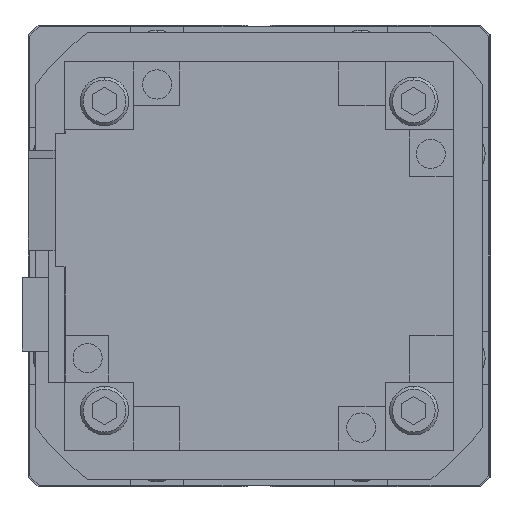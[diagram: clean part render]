
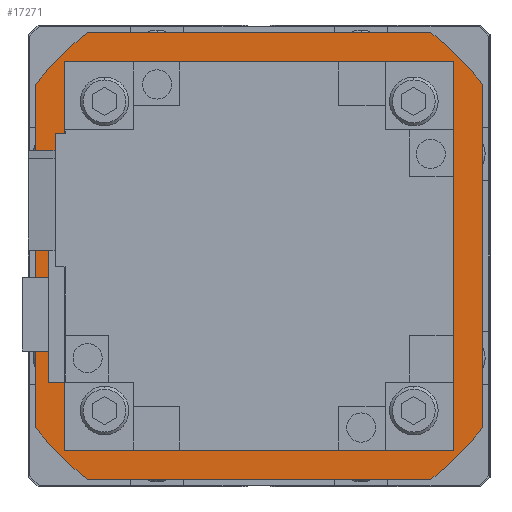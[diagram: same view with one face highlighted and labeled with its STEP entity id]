
A CAD part, left-side view. The second image highlights one B-rep face of the part: STEP entity #17271.
In plain terms, the highlighted face is planar.
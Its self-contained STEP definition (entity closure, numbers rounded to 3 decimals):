
#215 = EDGE_CURVE ( 'NONE', #12515, #20094, #8235, .T. ) ;
#540 = ORIENTED_EDGE ( 'NONE', *, *, #215, .T. ) ;
#617 = DIRECTION ( 'NONE',  ( 0., 0., -1. ) ) ;
#1672 = AXIS2_PLACEMENT_3D ( 'NONE', #10823, #5770, #10490 ) ;
#2452 = LINE ( 'NONE', #22508, #4935 ) ;
#3422 = EDGE_LOOP ( 'NONE', ( #540, #4015, #8174, #31188, #15839, #10900, #18901, #29703 ) ) ;
#4015 = ORIENTED_EDGE ( 'NONE', *, *, #7978, .T. ) ;
#4935 = VECTOR ( 'NONE', #9805, 1000. ) ;
#5770 = DIRECTION ( 'NONE',  ( 1., 0., 0. ) ) ;
#6421 = DIRECTION ( 'NONE',  ( 0., 1., 0. ) ) ;
#7590 = CARTESIAN_POINT ( 'NONE',  ( 116.5, 46., 35.327 ) ) ;
#7671 = DIRECTION ( 'NONE',  ( 1., 0., 0. ) ) ;
#7967 = CARTESIAN_POINT ( 'NONE',  ( 116.5, 0., 0. ) ) ;
#7978 = EDGE_CURVE ( 'NONE', #20094, #32102, #30606, .T. ) ;
#8174 = ORIENTED_EDGE ( 'NONE', *, *, #10649, .T. ) ;
#8227 = EDGE_CURVE ( 'NONE', #18545, #9532, #20596, .T. ) ;
#8235 = CIRCLE ( 'NONE', #22307, 58. ) ;
#8432 = CIRCLE ( 'NONE', #1672, 58. ) ;
#8593 = EDGE_CURVE ( 'NONE', #27581, #12515, #2452, .T. ) ;
#9532 = VERTEX_POINT ( 'NONE', #13879 ) ;
#9805 = DIRECTION ( 'NONE',  ( 0., 0., 1. ) ) ;
#10490 = DIRECTION ( 'NONE',  ( 0., 0., -1. ) ) ;
#10649 = EDGE_CURVE ( 'NONE', #32102, #20272, #29721, .T. ) ;
#10823 = CARTESIAN_POINT ( 'NONE',  ( 116.5, 0., 0. ) ) ;
#10900 = ORIENTED_EDGE ( 'NONE', *, *, #14707, .T. ) ;
#11455 = CARTESIAN_POINT ( 'NONE',  ( 116.5, 46., -35.327 ) ) ;
#11928 = LINE ( 'NONE', #26930, #31417 ) ;
#12163 = VECTOR ( 'NONE', #6421, 1000. ) ;
#12297 = CARTESIAN_POINT ( 'NONE',  ( 116.5, 0., 0. ) ) ;
#12515 = VERTEX_POINT ( 'NONE', #7590 ) ;
#13294 = VECTOR ( 'NONE', #15731, 1000. ) ;
#13879 = CARTESIAN_POINT ( 'NONE',  ( 116.5, -35.327, -46. ) ) ;
#14519 = VERTEX_POINT ( 'NONE', #15606 ) ;
#14545 = DIRECTION ( 'NONE',  ( 0., 0., -1. ) ) ;
#14707 = EDGE_CURVE ( 'NONE', #9532, #14519, #19464, .T. ) ;
#14999 = CARTESIAN_POINT ( 'NONE',  ( 116.5, -46., -35.327 ) ) ;
#15416 = AXIS2_PLACEMENT_3D ( 'NONE', #12297, #30071, #32221 ) ;
#15606 = CARTESIAN_POINT ( 'NONE',  ( 116.5, 35.327, -46. ) ) ;
#15731 = DIRECTION ( 'NONE',  ( 0., -1., 0. ) ) ;
#15813 = DIRECTION ( 'NONE',  ( 0., 0., -1. ) ) ;
#15839 = ORIENTED_EDGE ( 'NONE', *, *, #8227, .T. ) ;
#16309 = DIRECTION ( 'NONE',  ( 0., 1., 0. ) ) ;
#17271 = ADVANCED_FACE ( 'NONE', ( #22007 ), #31830, .T. ) ;
#17941 = CARTESIAN_POINT ( 'NONE',  ( 116.5, 0., 0. ) ) ;
#18545 = VERTEX_POINT ( 'NONE', #14999 ) ;
#18901 = ORIENTED_EDGE ( 'NONE', *, *, #19490, .T. ) ;
#19144 = CARTESIAN_POINT ( 'NONE',  ( 116.5, -35.327, -46. ) ) ;
#19206 = AXIS2_PLACEMENT_3D ( 'NONE', #31504, #19569, #16309 ) ;
#19464 = LINE ( 'NONE', #19144, #12163 ) ;
#19490 = EDGE_CURVE ( 'NONE', #14519, #27581, #8432, .T. ) ;
#19569 = DIRECTION ( 'NONE',  ( 1., 0., 0. ) ) ;
#19856 = CARTESIAN_POINT ( 'NONE',  ( 116.5, 35.327, 46. ) ) ;
#20094 = VERTEX_POINT ( 'NONE', #19856 ) ;
#20272 = VERTEX_POINT ( 'NONE', #26832 ) ;
#20596 = CIRCLE ( 'NONE', #15416, 58. ) ;
#21424 = EDGE_CURVE ( 'NONE', #20272, #18545, #11928, .T. ) ;
#22007 = FACE_OUTER_BOUND ( 'NONE', #3422, .T. ) ;
#22307 = AXIS2_PLACEMENT_3D ( 'NONE', #7967, #22966, #617 ) ;
#22508 = CARTESIAN_POINT ( 'NONE',  ( 116.5, 46., -35.327 ) ) ;
#22966 = DIRECTION ( 'NONE',  ( 1., 0., 0. ) ) ;
#23535 = CARTESIAN_POINT ( 'NONE',  ( 116.5, -35.327, 46. ) ) ;
#26832 = CARTESIAN_POINT ( 'NONE',  ( 116.5, -46., 35.327 ) ) ;
#26930 = CARTESIAN_POINT ( 'NONE',  ( 116.5, -46., 35.327 ) ) ;
#27581 = VERTEX_POINT ( 'NONE', #11455 ) ;
#28124 = CARTESIAN_POINT ( 'NONE',  ( 116.5, 35.327, 46. ) ) ;
#29703 = ORIENTED_EDGE ( 'NONE', *, *, #8593, .T. ) ;
#29721 = CIRCLE ( 'NONE', #30772, 58. ) ;
#30071 = DIRECTION ( 'NONE',  ( 1., 0., 0. ) ) ;
#30606 = LINE ( 'NONE', #28124, #13294 ) ;
#30772 = AXIS2_PLACEMENT_3D ( 'NONE', #17941, #7671, #15813 ) ;
#31188 = ORIENTED_EDGE ( 'NONE', *, *, #21424, .T. ) ;
#31417 = VECTOR ( 'NONE', #14545, 1000. ) ;
#31504 = CARTESIAN_POINT ( 'NONE',  ( 116.5, 0., 0. ) ) ;
#31830 = PLANE ( 'NONE',  #19206 ) ;
#32102 = VERTEX_POINT ( 'NONE', #23535 ) ;
#32221 = DIRECTION ( 'NONE',  ( 0., 0., -1. ) ) ;
